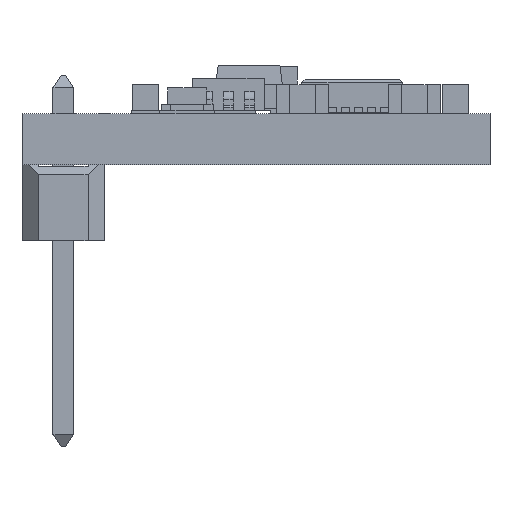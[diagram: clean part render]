
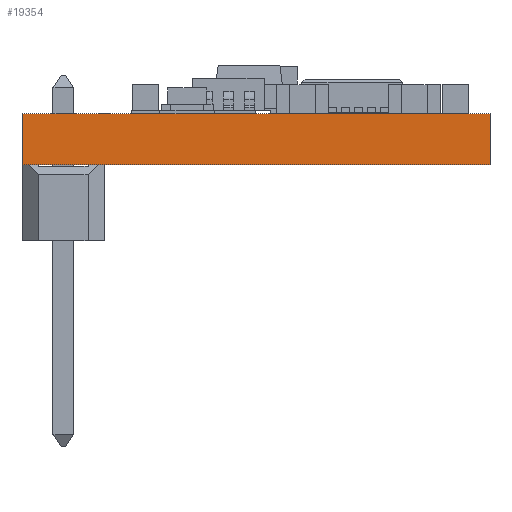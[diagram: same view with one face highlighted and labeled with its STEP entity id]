
A CAD part, front view. The second image highlights one B-rep face of the part: STEP entity #19354.
In plain terms, the highlighted planar face has unit normal (0, -1, 0).
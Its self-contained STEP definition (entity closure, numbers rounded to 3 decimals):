
#520=PLANE('',#20630);
#1391=FACE_OUTER_BOUND('',#2452,.T.);
#2452=EDGE_LOOP('',(#12897,#12898,#12899,#12900));
#3643=LINE('',#26905,#5874);
#3644=LINE('',#26908,#5875);
#3645=LINE('',#26910,#5876);
#3646=LINE('',#26911,#5877);
#5874=VECTOR('',#22081,10.);
#5875=VECTOR('',#22084,10.);
#5876=VECTOR('',#22085,10.);
#5877=VECTOR('',#22086,10.);
#8430=VERTEX_POINT('',#26901);
#8431=VERTEX_POINT('',#26903);
#8432=VERTEX_POINT('',#26907);
#8433=VERTEX_POINT('',#26909);
#10193=EDGE_CURVE('',#8430,#8431,#3643,.T.);
#10194=EDGE_CURVE('',#8432,#8430,#3644,.T.);
#10195=EDGE_CURVE('',#8433,#8431,#3645,.T.);
#10196=EDGE_CURVE('',#8432,#8433,#3646,.T.);
#12897=ORIENTED_EDGE('',*,*,#10194,.T.);
#12898=ORIENTED_EDGE('',*,*,#10193,.T.);
#12899=ORIENTED_EDGE('',*,*,#10195,.F.);
#12900=ORIENTED_EDGE('',*,*,#10196,.F.);
#19354=ADVANCED_FACE('',(#1391),#520,.T.);
#20630=AXIS2_PLACEMENT_3D('',#26906,#22082,#22083);
#22081=DIRECTION('',(0.,0.,1.));
#22082=DIRECTION('center_axis',(0.,-1.,0.));
#22083=DIRECTION('ref_axis',(1.,0.,0.));
#22084=DIRECTION('',(1.,0.,0.));
#22085=DIRECTION('',(1.,0.,0.));
#22086=DIRECTION('',(0.,0.,1.));
#26901=CARTESIAN_POINT('',(14.4,0.,0.));
#26903=CARTESIAN_POINT('',(14.4,0.,1.57));
#26905=CARTESIAN_POINT('',(14.4,0.,0.));
#26906=CARTESIAN_POINT('Origin',(0.,0.,0.));
#26907=CARTESIAN_POINT('',(0.,0.,0.));
#26908=CARTESIAN_POINT('',(0.,0.,0.));
#26909=CARTESIAN_POINT('',(0.,0.,1.57));
#26910=CARTESIAN_POINT('',(0.,0.,1.57));
#26911=CARTESIAN_POINT('',(0.,0.,0.));
